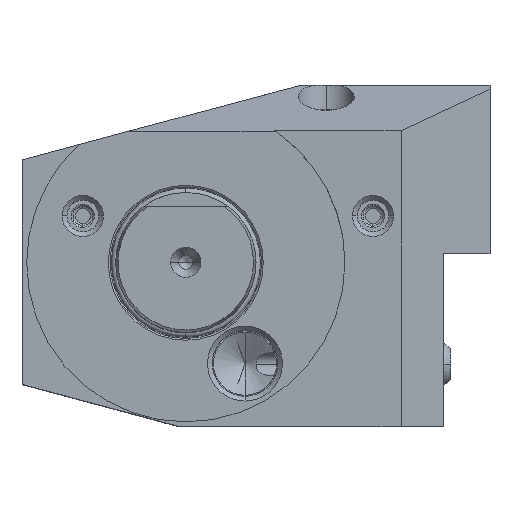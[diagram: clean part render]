
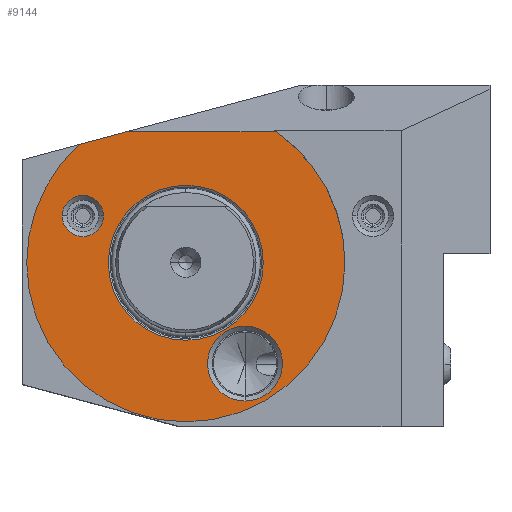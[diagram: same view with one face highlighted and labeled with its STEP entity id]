
A CAD part, top view. The second image highlights one B-rep face of the part: STEP entity #9144.
In plain terms, the highlighted planar face has unit normal (0, 0, 1).
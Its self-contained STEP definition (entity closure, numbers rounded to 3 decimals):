
#1692=DIRECTION('',(-0.966,-0.259,0));
#1693=VECTOR('',#1692,10.475);
#1694=CARTESIAN_POINT('',(-12.608,28,-54.7));
#1695=LINE('',#1694,#1693);
#1696=DIRECTION('',(-1,0,0));
#1697=VECTOR('',#1696,31.895);
#1698=CARTESIAN_POINT('',(19.287,28,-54.7));
#1699=LINE('',#1698,#1697);
#1700=CARTESIAN_POINT('',(0,0,-54.7));
#1701=DIRECTION('',(0,0,1));
#1702=DIRECTION('',(1,0,0));
#1703=AXIS2_PLACEMENT_3D('',#1700,#1701,#1702);
#1705=CARTESIAN_POINT('',(0,0,-54.7));
#1706=DIRECTION('',(0,0,1));
#1707=DIRECTION('',(-1,0,0));
#1708=AXIS2_PLACEMENT_3D('',#1705,#1706,#1707);
#1710=CARTESIAN_POINT('',(0,0,-54.7));
#1711=DIRECTION('',(0,0,1));
#1712=DIRECTION('',(-0.668,0.744,0));
#1713=AXIS2_PLACEMENT_3D('',#1710,#1711,#1712);
#1715=CARTESIAN_POINT('',(-22,10,-54.7));
#1716=DIRECTION('',(0,0,-1));
#1717=DIRECTION('',(1,0,0));
#1718=AXIS2_PLACEMENT_3D('',#1715,#1716,#1717);
#1720=CARTESIAN_POINT('',(-22,10,-54.7));
#1721=DIRECTION('',(0,0,-1));
#1722=DIRECTION('',(-1,0,0));
#1723=AXIS2_PLACEMENT_3D('',#1720,#1721,#1722);
#1725=CARTESIAN_POINT('',(12.652,-21.539,-54.7));
#1726=DIRECTION('',(0,0,-1));
#1727=DIRECTION('',(0,-1,0));
#1728=AXIS2_PLACEMENT_3D('',#1725,#1726,#1727);
#1730=CARTESIAN_POINT('',(12.652,-21.539,-54.7));
#1731=DIRECTION('',(0,0,-1));
#1732=DIRECTION('',(0,1,0));
#1733=AXIS2_PLACEMENT_3D('',#1730,#1731,#1732);
#1735=CARTESIAN_POINT('',(0,0,-54.7));
#1736=DIRECTION('',(0,0,-1));
#1737=DIRECTION('',(-1,0,0));
#1738=AXIS2_PLACEMENT_3D('',#1735,#1736,#1737);
#1740=CARTESIAN_POINT('',(0,0,-54.7));
#1741=DIRECTION('',(0,0,-1));
#1742=DIRECTION('',(1,0,0));
#1743=AXIS2_PLACEMENT_3D('',#1740,#1741,#1742);
#1757=CARTESIAN_POINT('',(19.287,28,-54.7));
#6520=CARTESIAN_POINT('',(-16.55,0,-54.7));
#6522=VERTEX_POINT('',#6520);
#6585=CARTESIAN_POINT('',(16.55,0,-54.7));
#6586=VERTEX_POINT('',#6585);
#6697=CARTESIAN_POINT('',(12.652,-29.539,-54.7));
#6699=VERTEX_POINT('',#6697);
#6774=CARTESIAN_POINT('',(-12.608,28,-54.7));
#6775=CARTESIAN_POINT('',(-22.726,25.289,-54.7));
#6776=VERTEX_POINT('',#6774);
#6777=VERTEX_POINT('',#6775);
#6796=CARTESIAN_POINT('',(-26.4,10,-54.7));
#6797=CARTESIAN_POINT('',(-17.6,10,-54.7));
#6798=VERTEX_POINT('',#6796);
#6799=VERTEX_POINT('',#6797);
#6808=VERTEX_POINT('',#1757);
#6809=CARTESIAN_POINT('',(34,0,-54.7));
#6810=VERTEX_POINT('',#6809);
#6923=CARTESIAN_POINT('',(12.652,-13.539,-54.7));
#6924=VERTEX_POINT('',#6923);
#6972=CARTESIAN_POINT('',(-34,0,-54.7));
#6974=VERTEX_POINT('',#6972);
#9112=CARTESIAN_POINT('',(0,0,-54.7));
#9113=DIRECTION('',(0,0,1));
#9114=DIRECTION('',(1,0,0));
#9115=AXIS2_PLACEMENT_3D('',#9112,#9113,#9114);
#9116=PLANE('',#9115);
#9117=ORIENTED_EDGE('',*,*,#8105,.F.);
#9119=ORIENTED_EDGE('',*,*,#9118,.F.);
#9121=ORIENTED_EDGE('',*,*,#9120,.F.);
#9123=ORIENTED_EDGE('',*,*,#9122,.F.);
#9125=ORIENTED_EDGE('',*,*,#9124,.F.);
#9126=EDGE_LOOP('',(#9117,#9119,#9121,#9123,#9125));
#9127=FACE_OUTER_BOUND('',#9126,.F.);
#9129=ORIENTED_EDGE('',*,*,#9128,.F.);
#9131=ORIENTED_EDGE('',*,*,#9130,.F.);
#9132=EDGE_LOOP('',(#9129,#9131));
#9133=FACE_BOUND('',#9132,.F.);
#9134=ORIENTED_EDGE('',*,*,#9092,.F.);
#9135=ORIENTED_EDGE('',*,*,#9105,.F.);
#9136=EDGE_LOOP('',(#9134,#9135));
#9137=FACE_BOUND('',#9136,.F.);
#9139=ORIENTED_EDGE('',*,*,#9138,.F.);
#9141=ORIENTED_EDGE('',*,*,#9140,.F.);
#9142=EDGE_LOOP('',(#9139,#9141));
#9143=FACE_BOUND('',#9142,.F.);
#9144=ADVANCED_FACE('',(#9127,#9133,#9137,#9143),#9116,.T.);
#1704=CIRCLE('',#1703,34);
#1709=CIRCLE('',#1708,34);
#1714=CIRCLE('',#1713,34);
#1719=CIRCLE('',#1718,4.4);
#1724=CIRCLE('',#1723,4.4);
#1729=CIRCLE('',#1728,8);
#1734=CIRCLE('',#1733,8);
#1739=CIRCLE('',#1738,16.55);
#1744=CIRCLE('',#1743,16.55);
#8105=EDGE_CURVE('',#6776,#6777,#1695,.T.);
#9092=EDGE_CURVE('',#6699,#6924,#1729,.T.);
#9105=EDGE_CURVE('',#6924,#6699,#1734,.T.);
#9118=EDGE_CURVE('',#6808,#6776,#1699,.T.);
#9120=EDGE_CURVE('',#6810,#6808,#1704,.T.);
#9122=EDGE_CURVE('',#6974,#6810,#1709,.T.);
#9124=EDGE_CURVE('',#6777,#6974,#1714,.T.);
#9128=EDGE_CURVE('',#6799,#6798,#1719,.T.);
#9130=EDGE_CURVE('',#6798,#6799,#1724,.T.);
#9138=EDGE_CURVE('',#6522,#6586,#1739,.T.);
#9140=EDGE_CURVE('',#6586,#6522,#1744,.T.);
